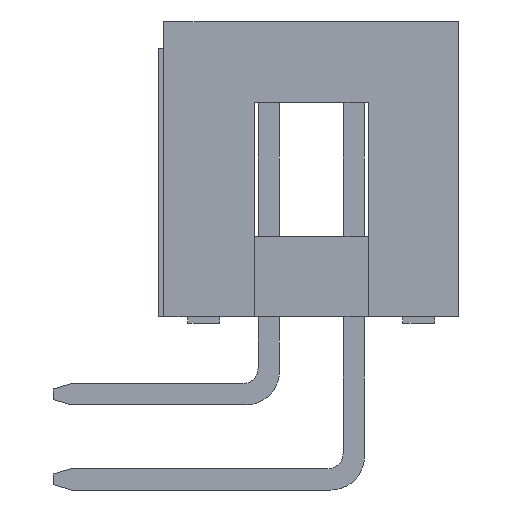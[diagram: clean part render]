
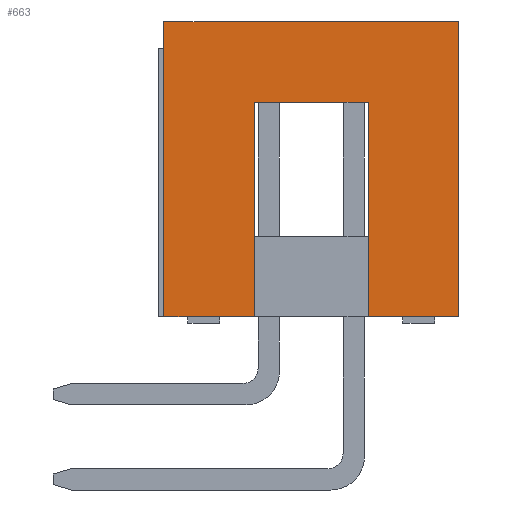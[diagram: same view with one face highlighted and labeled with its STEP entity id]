
A CAD part, left-side view. The second image highlights one B-rep face of the part: STEP entity #663.
In plain terms, the highlighted planar face has unit normal (-1, 0, 0).
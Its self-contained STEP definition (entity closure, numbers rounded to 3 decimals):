
#663=ADVANCED_FACE('',(#1906),#1907,.F.);
#1906=FACE_OUTER_BOUND('',#3150,.T.);
#1907=PLANE('',#3151);
#3150=EDGE_LOOP('',(#8062,#8063,#8064,#8065,#8066,#8067,#8068,#8069));
#3151=AXIS2_PLACEMENT_3D('',#8070,#8071,#8072);
#8062=ORIENTED_EDGE('',*,*,#9633,.T.);
#8063=ORIENTED_EDGE('',*,*,#8387,.F.);
#8064=ORIENTED_EDGE('',*,*,#9662,.F.);
#8065=ORIENTED_EDGE('',*,*,#9660,.F.);
#8066=ORIENTED_EDGE('',*,*,#9583,.T.);
#8067=ORIENTED_EDGE('',*,*,#8391,.F.);
#8068=ORIENTED_EDGE('',*,*,#9641,.T.);
#8069=ORIENTED_EDGE('',*,*,#9638,.T.);
#8070=CARTESIAN_POINT('',(-22.86,0.0,4.4));
#8071=DIRECTION('',(1.0,0.0,0.0));
#8072=DIRECTION('',(0.0,0.0,-1.0));
#8387=EDGE_CURVE('',#10237,#10239,#10240,.T.);
#8391=EDGE_CURVE('',#10245,#10247,#10248,.T.);
#9583=EDGE_CURVE('',#12177,#10247,#12178,.T.);
#9633=EDGE_CURVE('',#12251,#10239,#12252,.T.);
#9638=EDGE_CURVE('',#12258,#12251,#12259,.T.);
#9641=EDGE_CURVE('',#10245,#12258,#12263,.T.);
#9660=EDGE_CURVE('',#12177,#12291,#12292,.T.);
#9662=EDGE_CURVE('',#12291,#10237,#12294,.T.);
#10237=VERTEX_POINT('',#13163);
#10239=VERTEX_POINT('',#13166);
#10240=LINE('',#13167,#13168);
#10245=VERTEX_POINT('',#13175);
#10247=VERTEX_POINT('',#13178);
#10248=LINE('',#13179,#13180);
#12177=VERTEX_POINT('',#16188);
#12178=LINE('',#16189,#16190);
#12251=VERTEX_POINT('',#16312);
#12252=LINE('',#16313,#16314);
#12258=VERTEX_POINT('',#16324);
#12259=LINE('',#16325,#16326);
#12263=LINE('',#16332,#16333);
#12291=VERTEX_POINT('',#16379);
#12292=LINE('',#16380,#16381);
#12294=LINE('',#16384,#16385);
#13163=CARTESIAN_POINT('',(-22.86,-4.4,0.0));
#13166=CARTESIAN_POINT('',(-22.86,-1.7,0.0));
#13167=CARTESIAN_POINT('',(-22.86,0.0,0.0));
#13168=VECTOR('',#16707,1.0);
#13175=CARTESIAN_POINT('',(-22.86,1.7,0.0));
#13178=CARTESIAN_POINT('',(-22.86,4.4,0.0));
#13179=CARTESIAN_POINT('',(-22.86,0.0,0.0));
#13180=VECTOR('',#16711,1.0);
#16188=CARTESIAN_POINT('',(-22.86,4.4,8.8));
#16189=CARTESIAN_POINT('',(-22.86,4.4,4.4));
#16190=VECTOR('',#18127,1.0);
#16312=CARTESIAN_POINT('',(-22.86,-1.7,6.4));
#16313=CARTESIAN_POINT('',(-22.86,-1.7,3.775));
#16314=VECTOR('',#18177,1.0);
#16324=CARTESIAN_POINT('',(-22.86,1.7,6.4));
#16325=CARTESIAN_POINT('',(-22.86,0.0,6.4));
#16326=VECTOR('',#18182,1.0);
#16332=CARTESIAN_POINT('',(-22.86,1.7,3.775));
#16333=VECTOR('',#18185,1.0);
#16379=CARTESIAN_POINT('',(-22.86,-4.4,8.8));
#16380=CARTESIAN_POINT('',(-22.86,0.0,8.8));
#16381=VECTOR('',#18204,1.0);
#16384=CARTESIAN_POINT('',(-22.86,-4.4,4.4));
#16385=VECTOR('',#18206,1.0);
#16707=DIRECTION('',(0.0,1.0,0.0));
#16711=DIRECTION('',(0.0,1.0,0.0));
#18127=DIRECTION('',(0.0,0.0,-1.0));
#18177=DIRECTION('',(0.0,0.0,-1.0));
#18182=DIRECTION('',(0.0,-1.0,0.0));
#18185=DIRECTION('',(-0.0,0.0,1.0));
#18204=DIRECTION('',(0.0,-1.0,0.0));
#18206=DIRECTION('',(0.0,0.0,-1.0));
